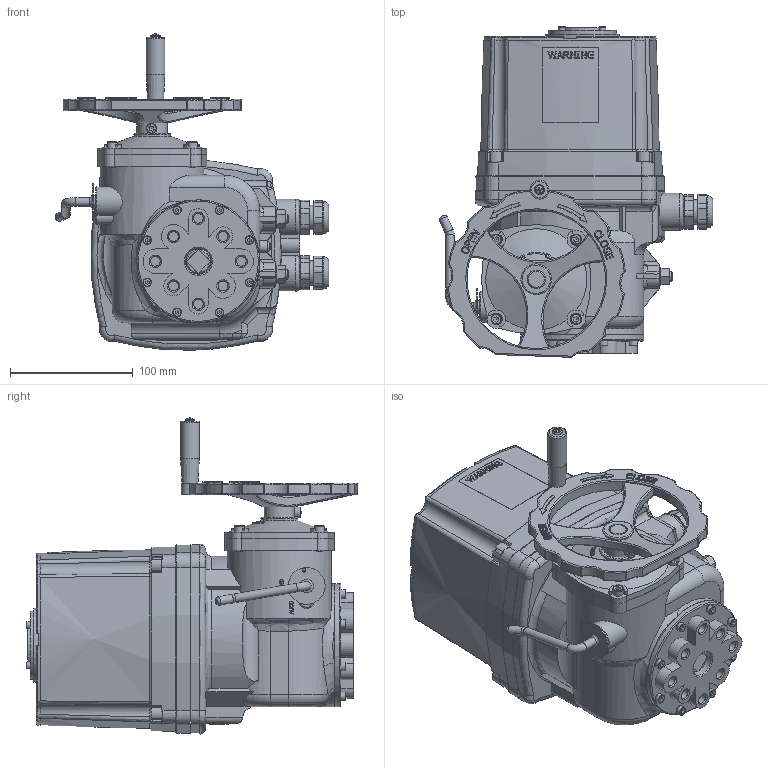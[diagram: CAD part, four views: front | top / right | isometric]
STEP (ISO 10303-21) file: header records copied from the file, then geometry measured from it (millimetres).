
FILE_DESCRIPTION(/* description */ (''),/* implementation_level */ '2;1');
FILE_NAME(/* name */ 'EX-010_3D_STEP.stp',/* time_stamp */ '2024-10-26T13:00:05+03:00',/* author */ ('igorr'),/* organization */ (''),/* preprocessor_version */ 'ST-DEVELOPER v20',/* originating_system */ 'Autodesk Inventor 2025',/* authorisation */ '');
FILE_SCHEMA (('AUTOMOTIVE_DESIGN { 1 0 10303 214 3 1 1 }'));
Length unit declared in the file: millimetre
Products named in the file (10): Сборка1; Деталь1; Деталь2; Деталь3; AS 1420 - 1973 - M3 x 6; AS 1420 - 1973 - M8 x 16; ANSI B18.2.4.2M - M8x1,25; AS 1420 - 1973 - M4 x 8; AS 1427 - M4 x 6; AS 1420 - 1973 - M5 x 16
Assembly tree (28 placements, depth 2):
  Сборка1
    Деталь1
    Деталь2
    Деталь3
    AS 1420 - 1973 - M3 x 6  x4
    AS 1420 - 1973 - M8 x 16  x4
    ANSI B18.2.4.2M - M8x1,25  x2
    AS 1420 - 1973 - M5 x 16  x5
    AS 1420 - 1973 - M4 x 8  x8
    AS 1427 - M4 x 6  x2
Bounding box: 222.73 x 269.48 x 257.41 mm (x, y, z)
Volume: 4571543.1 mm3; surface area: 287261.5 mm2
Topology: 28 solids, 28 shells, 1965 faces, 4879 edges, 3084 vertices
Faces by surface type: plane 745, cylinder 452, bspline 318, torus 185, cone 172, sphere 93
Full cylindrical faces by diameter (mm): 3 x11, 3.571 x2, 4 x10, 5 x14, 5.5 x4, 6.647 x2, 7 x11, 8 x14, 8.5 x5, 10.41 x1, 13 x6, 15 x5, 15.364 x1, 17 x2, 20 x3, 21 x1, 25 x2, 25.981 x2, 30 x2, 30.978 x1, 37.108 x1, 37.27 x1, 55.739 x1, 60.598 x1, 77.144 x1, 85 x1, 100 x1, 108.591 x1, 112.893 x1
Entity records: 62242 total; most frequent: CARTESIAN_POINT 22628, ORIENTED_EDGE 8254, DIRECTION 7374, EDGE_CURVE 4127, AXIS2_PLACEMENT_3D 2923, VERTEX_POINT 2595, EDGE_LOOP 1794, FACE_OUTER_BOUND 1657
